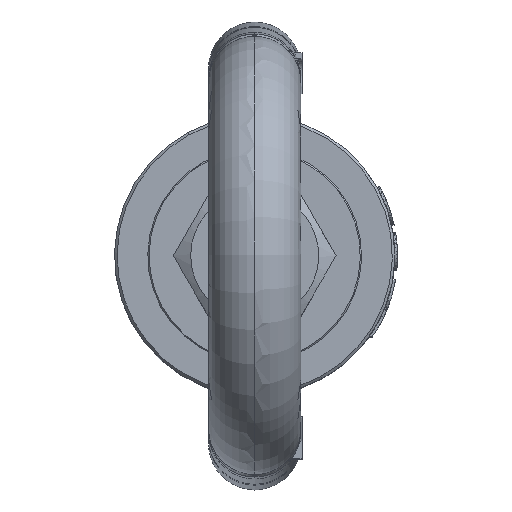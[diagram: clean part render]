
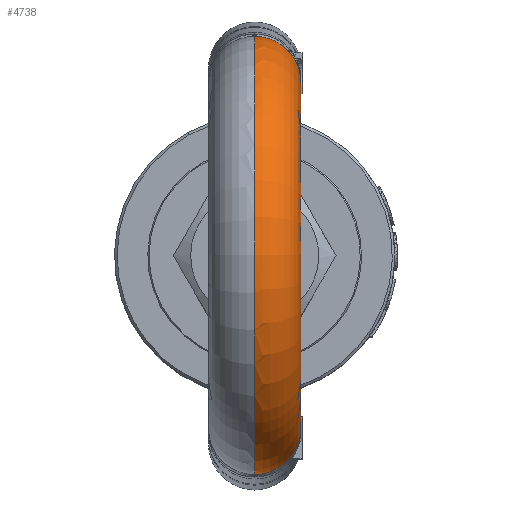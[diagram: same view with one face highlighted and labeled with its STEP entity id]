
A CAD part, top view. The second image highlights one B-rep face of the part: STEP entity #4738.
In plain terms, the highlighted toroidal (fillet/blend) face has major radius 67.493 mm and minor radius 18 mm.
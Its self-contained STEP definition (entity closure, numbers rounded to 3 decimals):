
#4612=CARTESIAN_POINT('Axis2P3D Location',(18.,0.,6.)) ;
#4616=CARTESIAN_POINT('Vertex',(18.,0.,73.492)) ;
#4618=CARTESIAN_POINT('Vertex',(18.,-64.487,25.918)) ;
#4632=CARTESIAN_POINT('Vertex',(18.,64.487,25.918)) ;
#4635=CARTESIAN_POINT('Axis2P3D Location',(18.,0.,6.)) ;
#4687=CARTESIAN_POINT('Axis2P3D Location',(0.,0.,6.)) ;
#4693=CARTESIAN_POINT('Control Point',(16.864,73.785,6.)) ;
#4694=CARTESIAN_POINT('Control Point',(17.462,72.183,11.474)) ;
#4695=CARTESIAN_POINT('Control Point',(17.829,70.041,16.67)) ;
#4696=CARTESIAN_POINT('Control Point',(18.,67.442,21.495)) ;
#4697=CARTESIAN_POINT('Control Point',(18.,64.487,25.918)) ;
#4698=CARTESIAN_POINT('Vertex',(16.864,73.785,6.)) ;
#4701=CARTESIAN_POINT('Axis2P3D Location',(0.,67.492,6.)) ;
#4705=CARTESIAN_POINT('Vertex',(0.,85.492,6.)) ;
#4708=CARTESIAN_POINT('Axis2P3D Location',(0.,0.,6.)) ;
#4712=CARTESIAN_POINT('Vertex',(0.,-85.492,6.)) ;
#4715=CARTESIAN_POINT('Axis2P3D Location',(0.,-67.492,6.)) ;
#4719=CARTESIAN_POINT('Vertex',(16.864,-73.785,6.)) ;
#4723=CARTESIAN_POINT('Control Point',(16.864,-73.785,6.)) ;
#4724=CARTESIAN_POINT('Control Point',(17.462,-72.183,11.474)) ;
#4725=CARTESIAN_POINT('Control Point',(17.829,-70.041,16.67)) ;
#4726=CARTESIAN_POINT('Control Point',(18.,-67.442,21.495)) ;
#4727=CARTESIAN_POINT('Control Point',(18.,-64.487,25.918)) ;
#4613=DIRECTION('Axis2P3D Direction',(1.,0.,0.)) ;
#4636=DIRECTION('Axis2P3D Direction',(1.,0.,0.)) ;
#4688=DIRECTION('Axis2P3D Direction',(1.,-0.,0.)) ;
#4689=DIRECTION('Axis2P3D XDirection',(0.,0.707,-0.707)) ;
#4702=DIRECTION('Axis2P3D Direction',(0.,0.,-1.)) ;
#4709=DIRECTION('Axis2P3D Direction',(1.,-0.,0.)) ;
#4716=DIRECTION('Axis2P3D Direction',(0.,0.,1.)) ;
#4614=AXIS2_PLACEMENT_3D('Circle Axis2P3D',#4612,#4613,$) ;
#4637=AXIS2_PLACEMENT_3D('Circle Axis2P3D',#4635,#4636,$) ;
#4690=AXIS2_PLACEMENT_3D('Torus Axis2P3D',#4687,#4688,#4689) ;
#4703=AXIS2_PLACEMENT_3D('Circle Axis2P3D',#4701,#4702,$) ;
#4710=AXIS2_PLACEMENT_3D('Circle Axis2P3D',#4708,#4709,$) ;
#4717=AXIS2_PLACEMENT_3D('Circle Axis2P3D',#4715,#4716,$) ;
#4730=ORIENTED_EDGE('',*,*,#4620,.F.) ;
#4731=ORIENTED_EDGE('',*,*,#4639,.T.) ;
#4732=ORIENTED_EDGE('',*,*,#4700,.F.) ;
#4733=ORIENTED_EDGE('',*,*,#4707,.T.) ;
#4734=ORIENTED_EDGE('',*,*,#4714,.T.) ;
#4735=ORIENTED_EDGE('',*,*,#4721,.F.) ;
#4736=ORIENTED_EDGE('',*,*,#4728,.T.) ;
#4738=ADVANCED_FACE('\X2\672C9AD4\X0\.2',(#4737),#4691,.T.) ;
#4692=B_SPLINE_CURVE_WITH_KNOTS('',4,(#4693,#4694,#4695,#4696,#4697),.UNSPECIFIED.,.F.,.U.,(5,5),(36.626,63.635),.UNSPECIFIED.) ;
#4722=B_SPLINE_CURVE_WITH_KNOTS('',4,(#4723,#4724,#4725,#4726,#4727),.UNSPECIFIED.,.F.,.U.,(5,5),(36.626,63.635),.UNSPECIFIED.) ;
#4615=CIRCLE('generated circle',#4614,67.492) ;
#4638=CIRCLE('generated circle',#4637,67.492) ;
#4704=CIRCLE('generated circle',#4703,18.) ;
#4711=CIRCLE('generated circle',#4710,85.492) ;
#4718=CIRCLE('generated circle',#4717,18.) ;
#4691=TOROIDAL_SURFACE('homeo Torus',#4690,67.492,18.) ;
#4620=EDGE_CURVE('',#4617,#4619,#4615,.T.) ;
#4639=EDGE_CURVE('',#4617,#4633,#4638,.F.) ;
#4700=EDGE_CURVE('',#4699,#4633,#4692,.T.) ;
#4707=EDGE_CURVE('',#4699,#4706,#4704,.F.) ;
#4714=EDGE_CURVE('',#4706,#4713,#4711,.T.) ;
#4721=EDGE_CURVE('',#4720,#4713,#4718,.F.) ;
#4728=EDGE_CURVE('',#4720,#4619,#4722,.T.) ;
#4729=EDGE_LOOP('',(#4730,#4731,#4732,#4733,#4734,#4735,#4736)) ;
#4737=FACE_OUTER_BOUND('',#4729,.T.) ;
#4617=VERTEX_POINT('',#4616) ;
#4619=VERTEX_POINT('',#4618) ;
#4633=VERTEX_POINT('',#4632) ;
#4699=VERTEX_POINT('',#4698) ;
#4706=VERTEX_POINT('',#4705) ;
#4713=VERTEX_POINT('',#4712) ;
#4720=VERTEX_POINT('',#4719) ;
